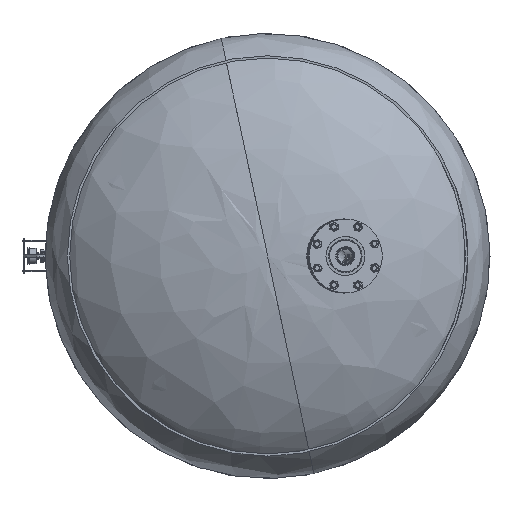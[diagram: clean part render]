
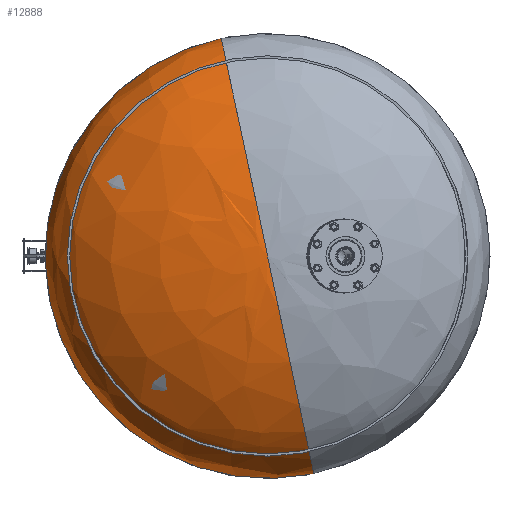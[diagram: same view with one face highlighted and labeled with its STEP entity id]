
A CAD part, front view. The second image highlights one B-rep face of the part: STEP entity #12888.
In plain terms, the highlighted free-form (B-spline) face has degree [3, 3] with [4, 4] control points.
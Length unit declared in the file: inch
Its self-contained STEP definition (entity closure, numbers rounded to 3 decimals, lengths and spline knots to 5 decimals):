
#293 = ORIENTED_EDGE ( 'NONE', *, *, #5703, .T. ) ;
#317 = CARTESIAN_POINT ( 'NONE',  ( 30., 1.09375, 0. ) ) ;
#823 = CARTESIAN_POINT ( 'NONE',  ( -17.57359, 16.25, 35.14719 ) ) ;
#2883 = EDGE_CURVE ( 'NONE', #30907, #18293, #49124, .T. ) ;
#4192 = CARTESIAN_POINT ( 'NONE',  ( 30., 9.97208, 60. ) ) ;
#4443 = AXIS2_PLACEMENT_3D ( 'NONE', #26253, #18473, #18970 ) ;
#4698 = FACE_OUTER_BOUND ( 'NONE', #14340, .T. ) ;
#4998 = CARTESIAN_POINT ( 'NONE',  ( 30., 9.97208, 0. ) ) ;
#5703 = EDGE_CURVE ( 'NONE', #25465, #18293, #29732, .T. ) ;
#8331 = CARTESIAN_POINT ( 'NONE',  ( 0., 16.25, 0. ) ) ;
#8597 = CARTESIAN_POINT ( 'NONE',  ( 30., 1.09375, 0. ) ) ;
#11233 = CARTESIAN_POINT ( 'NONE',  ( -30., 9.97208, 0. ) ) ;
#12888 = ADVANCED_FACE ( 'NONE', ( #4698 ), #15485, .F. ) ;
#14340 = EDGE_LOOP ( 'NONE', ( #40292, #293, #23049 ) ) ;
#15485 =( BOUNDED_SURFACE ( )  B_SPLINE_SURFACE ( 3, 3, ( 
 ( #35779, #27502, #47956, #8331 ),
 ( #24125, #36288, #823, #16582 ),
 ( #32411, #4192, #48218, #27762 ),
 ( #317, #15830, #44343, #32147 ) ),
 .UNSPECIFIED., .F., .F., .F. ) 
 B_SPLINE_SURFACE_WITH_KNOTS ( ( 4, 4 ),
 ( 4, 4 ),
 ( 0., 1. ),
 ( 0., 1. ),
 .UNSPECIFIED. ) 
 GEOMETRIC_REPRESENTATION_ITEM ( )  RATIONAL_B_SPLINE_SURFACE ( (
 ( 1., 0.333, 0.333, 1.),
 ( 0.805, 0.268, 0.268, 0.805),
 ( 0.805, 0.268, 0.268, 0.805),
 ( 1., 0.333, 0.333, 1.) ) ) 
 REPRESENTATION_ITEM ( '' )  SURFACE ( )  );
#15782 = CARTESIAN_POINT ( 'NONE',  ( -30., 1.09375, 0. ) ) ;
#15830 = CARTESIAN_POINT ( 'NONE',  ( 30., 1.09375, 60. ) ) ;
#16582 = CARTESIAN_POINT ( 'NONE',  ( -17.57359, 16.25, 0. ) ) ;
#16881 = CARTESIAN_POINT ( 'NONE',  ( 17.57359, 16.25, 0. ) ) ;
#18293 = VERTEX_POINT ( 'NONE', #15782 ) ;
#18473 = DIRECTION ( 'NONE',  ( 0., -1., 0. ) ) ;
#18502 = CARTESIAN_POINT ( 'NONE',  ( 0., 16.25, 0. ) ) ;
#18970 = DIRECTION ( 'NONE',  ( 1., 0., 0. ) ) ;
#21042 = CARTESIAN_POINT ( 'NONE',  ( 30., 1.09375, 0. ) ) ;
#23049 = ORIENTED_EDGE ( 'NONE', *, *, #2883, .F. ) ;
#24125 = CARTESIAN_POINT ( 'NONE',  ( 17.57359, 16.25, 0. ) ) ;
#25465 = VERTEX_POINT ( 'NONE', #28482 ) ;
#26253 = CARTESIAN_POINT ( 'NONE',  ( 0., 1.09375, 0. ) ) ;
#27502 = CARTESIAN_POINT ( 'NONE',  ( 0., 16.25, 0. ) ) ;
#27762 = CARTESIAN_POINT ( 'NONE',  ( -30., 9.97208, 0. ) ) ;
#28482 = CARTESIAN_POINT ( 'NONE',  ( 0., 16.25, 0. ) ) ;
#29732 =( BOUNDED_CURVE ( )  B_SPLINE_CURVE ( 3, ( #18502, #38965, #11233, #42853 ),
 .UNSPECIFIED., .F., .F. ) 
 B_SPLINE_CURVE_WITH_KNOTS ( ( 4, 4 ),
 ( 4.71239, 6.28319 ),
 .UNSPECIFIED. ) 
 CURVE ( )  GEOMETRIC_REPRESENTATION_ITEM ( )  RATIONAL_B_SPLINE_CURVE ( ( 1., 0.805, 0.805, 1. ) ) 
 REPRESENTATION_ITEM ( '' )  );
#30907 = VERTEX_POINT ( 'NONE', #8597 ) ;
#32147 = CARTESIAN_POINT ( 'NONE',  ( -30., 1.09375, 0. ) ) ;
#32411 = CARTESIAN_POINT ( 'NONE',  ( 30., 9.97208, 0. ) ) ;
#35779 = CARTESIAN_POINT ( 'NONE',  ( 0., 16.25, 0. ) ) ;
#36288 = CARTESIAN_POINT ( 'NONE',  ( 17.57359, 16.25, 35.14719 ) ) ;
#38737 = EDGE_CURVE ( 'NONE', #25465, #30907, #41102, .T. ) ;
#38965 = CARTESIAN_POINT ( 'NONE',  ( -17.57359, 16.25, 0. ) ) ;
#40292 = ORIENTED_EDGE ( 'NONE', *, *, #38737, .F. ) ;
#40488 = CARTESIAN_POINT ( 'NONE',  ( 0., 16.25, 0. ) ) ;
#41102 =( BOUNDED_CURVE ( )  B_SPLINE_CURVE ( 3, ( #40488, #16881, #4998, #21042 ),
 .UNSPECIFIED., .F., .F. ) 
 B_SPLINE_CURVE_WITH_KNOTS ( ( 4, 4 ),
 ( 4.71239, 6.28319 ),
 .UNSPECIFIED. ) 
 CURVE ( )  GEOMETRIC_REPRESENTATION_ITEM ( )  RATIONAL_B_SPLINE_CURVE ( ( 1., 0.805, 0.805, 1. ) ) 
 REPRESENTATION_ITEM ( '' )  );
#42853 = CARTESIAN_POINT ( 'NONE',  ( -30., 1.09375, 0. ) ) ;
#44343 = CARTESIAN_POINT ( 'NONE',  ( -30., 1.09375, 60. ) ) ;
#47956 = CARTESIAN_POINT ( 'NONE',  ( 0., 16.25, 0. ) ) ;
#48218 = CARTESIAN_POINT ( 'NONE',  ( -30., 9.97208, 60. ) ) ;
#49124 = CIRCLE ( 'NONE', #4443, 30. ) ;
